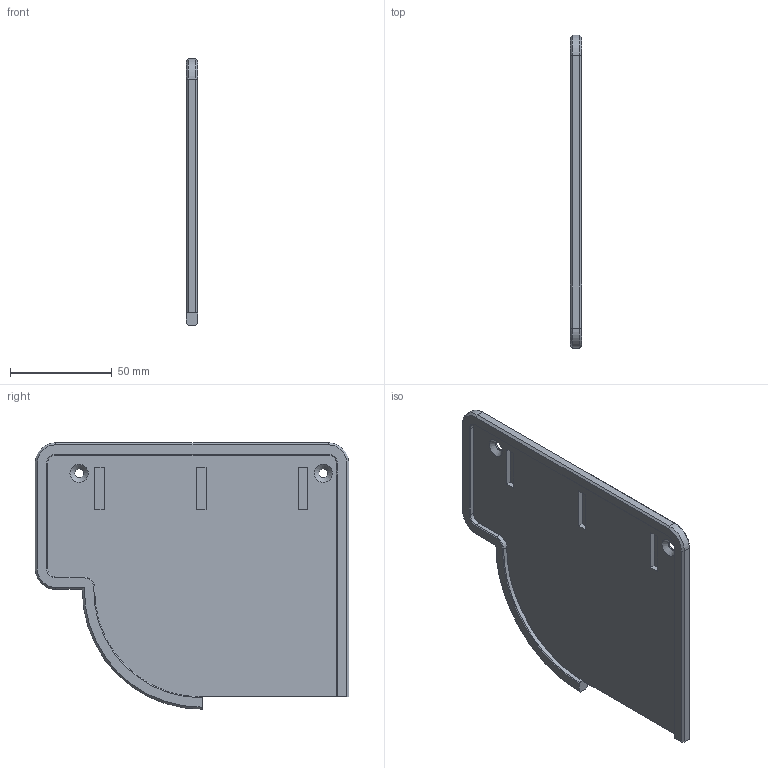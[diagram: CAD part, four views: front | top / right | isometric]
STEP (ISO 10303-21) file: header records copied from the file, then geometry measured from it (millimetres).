
FILE_DESCRIPTION(/* description */ (''),/* implementation_level */ '2;1');
FILE_NAME(/* name */ 'Reduzierplatten Halter.step',/* time_stamp */ '2024-01-19T23:57:29+01:00',/* author */ (''),/* organization */ (''),/* preprocessor_version */ 'ST-DEVELOPER v20',/* originating_system */ 'Autodesk Translation Framework v12.14.0.127',/* authorisation */ '');
FILE_SCHEMA (('AUTOMOTIVE_DESIGN { 1 0 10303 214 3 1 1 }'));
Length unit declared in the file: millimetre
Products named in the file (1): Reduzierplatten Halter
Bounding box: 5.5 x 154 x 130.9 mm (x, y, z)
Volume: 57907.9 mm3; surface area: 38700.9 mm2
Topology: 1 solids, 1 shells, 72 faces, 175 edges, 108 vertices
Faces by surface type: plane 43, cone 16, cylinder 13
Full cylindrical faces by diameter (mm): 4.5 x2
Entity records: 2113 total; most frequent: CARTESIAN_POINT 368, DIRECTION 358, ORIENTED_EDGE 350, EDGE_CURVE 175, LINE 128, VECTOR 128, AXIS2_PLACEMENT_3D 115, VERTEX_POINT 108
